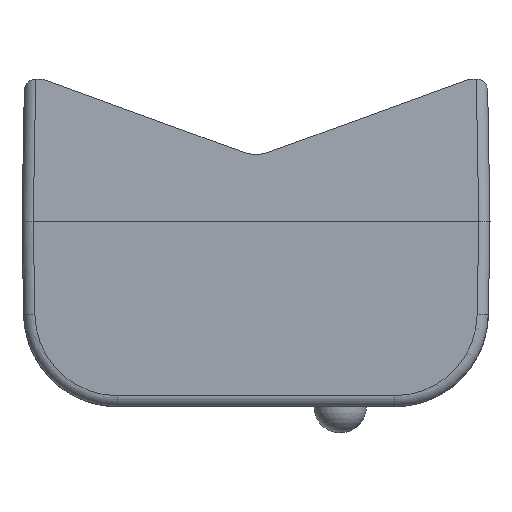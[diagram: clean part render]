
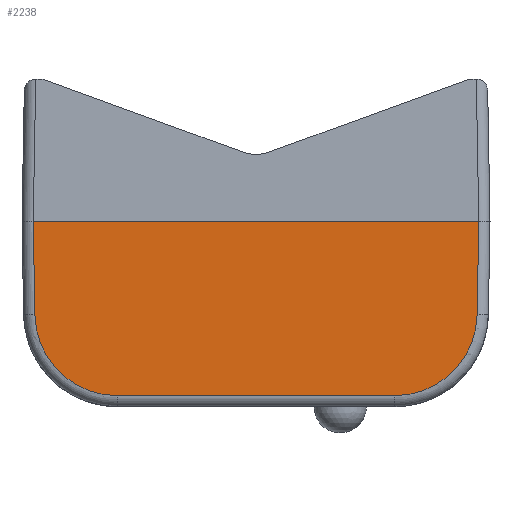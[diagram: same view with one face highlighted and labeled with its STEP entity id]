
A CAD part, front view. The second image highlights one B-rep face of the part: STEP entity #2238.
In plain terms, the highlighted planar face has unit normal (0, -1, -0.018).
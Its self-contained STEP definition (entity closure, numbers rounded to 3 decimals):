
#231=LINE('',#4173,#418);
#288=LINE('',#4741,#475);
#289=LINE('',#4745,#476);
#290=LINE('',#4749,#477);
#418=VECTOR('',#3616,1000.);
#475=VECTOR('',#3705,1000.);
#476=VECTOR('',#3708,1000.);
#477=VECTOR('',#3711,1000.);
#789=ORIENTED_EDGE('',*,*,#1270,.T.);
#790=ORIENTED_EDGE('',*,*,#1348,.T.);
#791=ORIENTED_EDGE('',*,*,#1349,.F.);
#792=ORIENTED_EDGE('',*,*,#1350,.F.);
#793=ORIENTED_EDGE('',*,*,#1351,.F.);
#794=ORIENTED_EDGE('',*,*,#1352,.F.);
#1270=EDGE_CURVE('',#1550,#1560,#231,.T.);
#1348=EDGE_CURVE('',#1560,#1632,#288,.T.);
#1349=EDGE_CURVE('',#1633,#1632,#1742,.T.);
#1350=EDGE_CURVE('',#1634,#1633,#289,.T.);
#1351=EDGE_CURVE('',#1635,#1634,#1743,.T.);
#1352=EDGE_CURVE('',#1550,#1635,#290,.T.);
#1550=VERTEX_POINT('',#4133);
#1560=VERTEX_POINT('',#4158);
#1632=VERTEX_POINT('',#4742);
#1633=VERTEX_POINT('',#4744);
#1634=VERTEX_POINT('',#4746);
#1635=VERTEX_POINT('',#4748);
#1742=CIRCLE('',#3410,4.4);
#1743=CIRCLE('',#3411,4.4);
#1808=EDGE_LOOP('',(#789,#790,#791,#792,#793,#794));
#1990=FACE_BOUND('',#1808,.T.);
#2147=PLANE('',#3409);
#2238=ADVANCED_FACE('',(#1990),#2147,.F.);
#3409=AXIS2_PLACEMENT_3D('',#4740,#3703,#3704);
#3410=AXIS2_PLACEMENT_3D('',#4743,#3706,#3707);
#3411=AXIS2_PLACEMENT_3D('',#4747,#3709,#3710);
#3616=DIRECTION('',(-1.,0.,0.));
#3703=DIRECTION('',(0.,1.,0.017));
#3704=DIRECTION('',(0.,-0.017,1.));
#3705=DIRECTION('',(0.017,0.017,-1.));
#3706=DIRECTION('',(0.,1.,0.017));
#3707=DIRECTION('',(0.,-0.017,1.));
#3708=DIRECTION('',(-1.,0.,0.));
#3709=DIRECTION('',(0.,1.,0.017));
#3710=DIRECTION('',(0.,-0.017,1.));
#3711=DIRECTION('',(-0.017,0.017,-1.));
#4133=CARTESIAN_POINT('',(11.894,-20.005,-4.));
#4158=CARTESIAN_POINT('',(-11.906,-20.005,-4.));
#4173=CARTESIAN_POINT('',(12.494,-20.005,-4.));
#4740=CARTESIAN_POINT('',(13.994,-20.005,-4.));
#4741=CARTESIAN_POINT('',(-11.82,-19.918,-8.977));
#4742=CARTESIAN_POINT('',(-11.819,-19.917,-8.988));
#4743=CARTESIAN_POINT('',(-7.42,-19.919,-8.911));
#4744=CARTESIAN_POINT('',(-7.42,-19.842,-13.31));
#4745=CARTESIAN_POINT('',(13.994,-19.842,-13.31));
#4746=CARTESIAN_POINT('',(7.407,-19.842,-13.31));
#4747=CARTESIAN_POINT('',(7.407,-19.919,-8.911));
#4748=CARTESIAN_POINT('',(11.807,-19.917,-8.988));
#4749=CARTESIAN_POINT('',(11.894,-20.005,-3.963));
